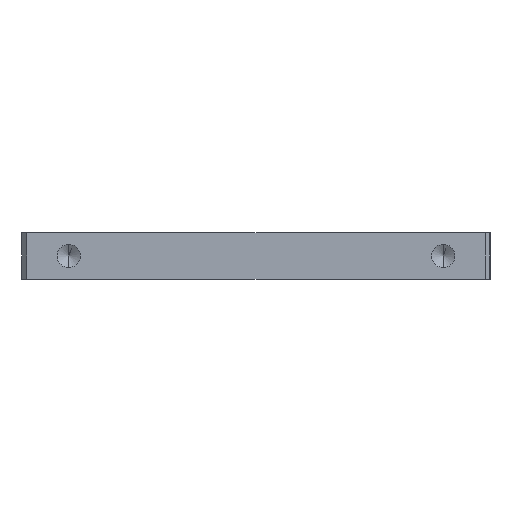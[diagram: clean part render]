
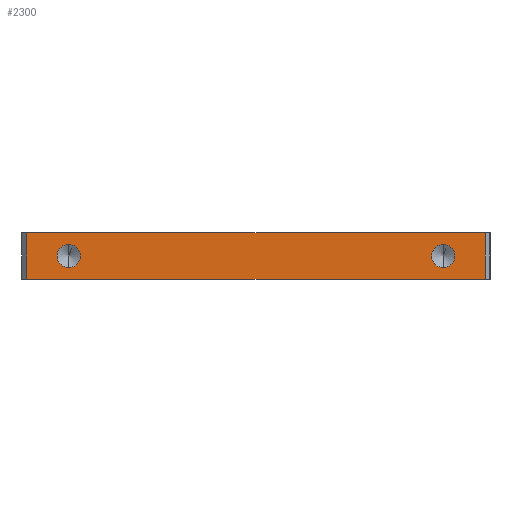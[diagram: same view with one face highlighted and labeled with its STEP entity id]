
A CAD part, left-side view. The second image highlights one B-rep face of the part: STEP entity #2300.
In plain terms, the highlighted planar face has unit normal (-1, 0, 0).
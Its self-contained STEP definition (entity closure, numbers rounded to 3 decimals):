
#7 = EDGE_CURVE ( 'NONE', #39, #972, #1786, .T. ) ;
#18 = DIRECTION ( 'NONE',  ( 0., -1., 0. ) ) ;
#37 = LINE ( 'NONE', #1656, #735 ) ;
#39 = VERTEX_POINT ( 'NONE', #1970 ) ;
#53 = AXIS2_PLACEMENT_3D ( 'NONE', #2123, #2081, #1081 ) ;
#101 = VECTOR ( 'NONE', #1325, 1000. ) ;
#126 = LINE ( 'NONE', #2525, #692 ) ;
#135 = CIRCLE ( 'NONE', #341, 2.5 ) ;
#177 = CARTESIAN_POINT ( 'NONE',  ( -59.5, -40., -7.5 ) ) ;
#224 = ORIENTED_EDGE ( 'NONE', *, *, #7, .F. ) ;
#288 = PLANE ( 'NONE',  #2616 ) ;
#341 = AXIS2_PLACEMENT_3D ( 'NONE', #1560, #2368, #1907 ) ;
#350 = EDGE_CURVE ( 'NONE', #1097, #538, #2553, .T. ) ;
#357 = ORIENTED_EDGE ( 'NONE', *, *, #423, .F. ) ;
#386 = EDGE_LOOP ( 'NONE', ( #1359, #2155 ) ) ;
#409 = CARTESIAN_POINT ( 'NONE',  ( -59.5, -50., 0. ) ) ;
#423 = EDGE_CURVE ( 'NONE', #972, #39, #2426, .T. ) ;
#430 = ORIENTED_EDGE ( 'NONE', *, *, #1633, .T. ) ;
#441 = CARTESIAN_POINT ( 'NONE',  ( -59.5, 40., -2.5 ) ) ;
#451 = FACE_BOUND ( 'NONE', #386, .T. ) ;
#538 = VERTEX_POINT ( 'NONE', #1190 ) ;
#586 = ORIENTED_EDGE ( 'NONE', *, *, #2223, .T. ) ;
#649 = LINE ( 'NONE', #1463, #101 ) ;
#692 = VECTOR ( 'NONE', #2133, 1000. ) ;
#735 = VECTOR ( 'NONE', #2453, 1000. ) ;
#815 = EDGE_LOOP ( 'NONE', ( #357, #224 ) ) ;
#841 = CARTESIAN_POINT ( 'NONE',  ( -59.5, -49., -10. ) ) ;
#854 = DIRECTION ( 'NONE',  ( -1., 0., 0. ) ) ;
#869 = DIRECTION ( 'NONE',  ( 0., -1., 0. ) ) ;
#954 = VERTEX_POINT ( 'NONE', #841 ) ;
#972 = VERTEX_POINT ( 'NONE', #441 ) ;
#1068 = EDGE_CURVE ( 'NONE', #538, #1097, #135, .T. ) ;
#1072 = FACE_BOUND ( 'NONE', #815, .T. ) ;
#1081 = DIRECTION ( 'NONE',  ( 0., 0., 1. ) ) ;
#1097 = VERTEX_POINT ( 'NONE', #177 ) ;
#1111 = AXIS2_PLACEMENT_3D ( 'NONE', #1303, #1694, #1682 ) ;
#1190 = CARTESIAN_POINT ( 'NONE',  ( -59.5, -40., -2.5 ) ) ;
#1228 = LINE ( 'NONE', #409, #2147 ) ;
#1233 = EDGE_LOOP ( 'NONE', ( #430, #586, #1865, #2359 ) ) ;
#1260 = VERTEX_POINT ( 'NONE', #1992 ) ;
#1271 = DIRECTION ( 'NONE',  ( -1., 0., 0. ) ) ;
#1303 = CARTESIAN_POINT ( 'NONE',  ( -59.5, 40., -5. ) ) ;
#1316 = EDGE_CURVE ( 'NONE', #1735, #1724, #1228, .T. ) ;
#1325 = DIRECTION ( 'NONE',  ( 0., 0., -1. ) ) ;
#1356 = AXIS2_PLACEMENT_3D ( 'NONE', #2285, #1271, #2153 ) ;
#1359 = ORIENTED_EDGE ( 'NONE', *, *, #1068, .F. ) ;
#1420 = EDGE_CURVE ( 'NONE', #1735, #1260, #649, .T. ) ;
#1463 = CARTESIAN_POINT ( 'NONE',  ( -59.5, 49., -10. ) ) ;
#1560 = CARTESIAN_POINT ( 'NONE',  ( -59.5, -40., -5. ) ) ;
#1633 = EDGE_CURVE ( 'NONE', #1260, #954, #126, .T. ) ;
#1656 = CARTESIAN_POINT ( 'NONE',  ( -59.5, -49., -10. ) ) ;
#1682 = DIRECTION ( 'NONE',  ( 0., 0., 1. ) ) ;
#1694 = DIRECTION ( 'NONE',  ( -1., 0., 0. ) ) ;
#1724 = VERTEX_POINT ( 'NONE', #1729 ) ;
#1729 = CARTESIAN_POINT ( 'NONE',  ( -59.5, -49., 0. ) ) ;
#1735 = VERTEX_POINT ( 'NONE', #2035 ) ;
#1786 = CIRCLE ( 'NONE', #1356, 2.5 ) ;
#1865 = ORIENTED_EDGE ( 'NONE', *, *, #1316, .F. ) ;
#1907 = DIRECTION ( 'NONE',  ( 0., 0., 1. ) ) ;
#1970 = CARTESIAN_POINT ( 'NONE',  ( -59.5, 40., -7.5 ) ) ;
#1992 = CARTESIAN_POINT ( 'NONE',  ( -59.5, 49., -10. ) ) ;
#2035 = CARTESIAN_POINT ( 'NONE',  ( -59.5, 49., 0. ) ) ;
#2081 = DIRECTION ( 'NONE',  ( -1., 0., 0. ) ) ;
#2082 = CARTESIAN_POINT ( 'NONE',  ( -59.5, -50., -10. ) ) ;
#2123 = CARTESIAN_POINT ( 'NONE',  ( -59.5, -40., -5. ) ) ;
#2125 = FACE_OUTER_BOUND ( 'NONE', #1233, .T. ) ;
#2133 = DIRECTION ( 'NONE',  ( 0., -1., 0. ) ) ;
#2147 = VECTOR ( 'NONE', #18, 1000. ) ;
#2153 = DIRECTION ( 'NONE',  ( 0., 0., 1. ) ) ;
#2155 = ORIENTED_EDGE ( 'NONE', *, *, #350, .F. ) ;
#2223 = EDGE_CURVE ( 'NONE', #954, #1724, #37, .T. ) ;
#2285 = CARTESIAN_POINT ( 'NONE',  ( -59.5, 40., -5. ) ) ;
#2300 = ADVANCED_FACE ( 'NONE', ( #1072, #451, #2125 ), #288, .T. ) ;
#2359 = ORIENTED_EDGE ( 'NONE', *, *, #1420, .T. ) ;
#2368 = DIRECTION ( 'NONE',  ( -1., 0., 0. ) ) ;
#2426 = CIRCLE ( 'NONE', #1111, 2.5 ) ;
#2453 = DIRECTION ( 'NONE',  ( 0., 0., 1. ) ) ;
#2525 = CARTESIAN_POINT ( 'NONE',  ( -59.5, -50., -10. ) ) ;
#2553 = CIRCLE ( 'NONE', #53, 2.5 ) ;
#2616 = AXIS2_PLACEMENT_3D ( 'NONE', #2082, #854, #869 ) ;
